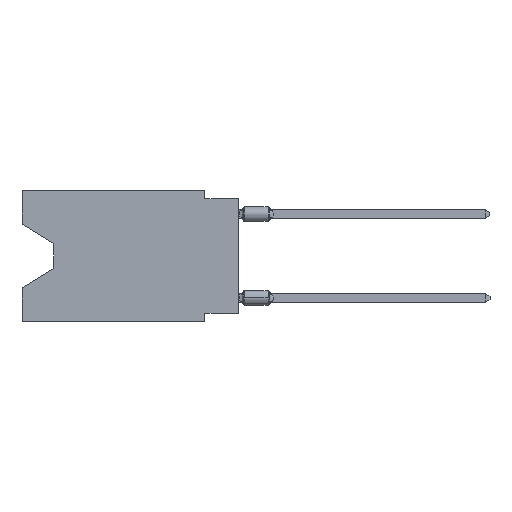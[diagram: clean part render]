
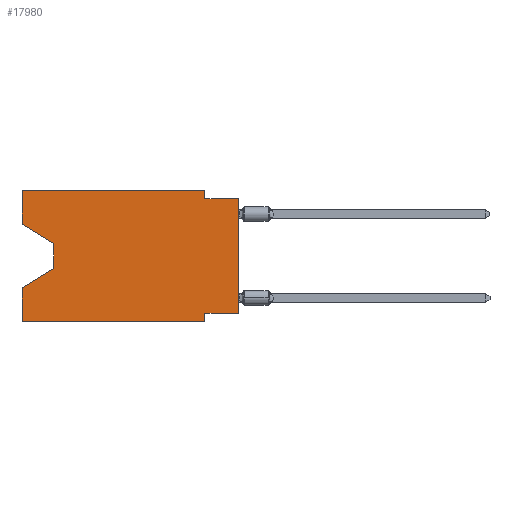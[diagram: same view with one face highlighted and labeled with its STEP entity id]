
A CAD part, left-side view. The second image highlights one B-rep face of the part: STEP entity #17980.
In plain terms, the highlighted planar face has unit normal (-1, 0, 0).
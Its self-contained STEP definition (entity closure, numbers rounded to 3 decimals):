
#229 = CARTESIAN_POINT ( 'NONE',  ( 0., 0., -0.635 ) ) ;
#348 = VERTEX_POINT ( 'NONE', #7940 ) ;
#481 = DIRECTION ( 'NONE',  ( 0., 1., 0. ) ) ;
#536 = FACE_OUTER_BOUND ( 'NONE', #12443, .T. ) ;
#591 = VERTEX_POINT ( 'NONE', #10638 ) ;
#632 = ORIENTED_EDGE ( 'NONE', *, *, #9814, .F. ) ;
#1288 = DIRECTION ( 'NONE',  ( 0., 0., -1. ) ) ;
#1625 = CARTESIAN_POINT ( 'NONE',  ( 0., 16.383, 0. ) ) ;
#1798 = VECTOR ( 'NONE', #16321, 1000. ) ;
#1900 = VERTEX_POINT ( 'NONE', #229 ) ;
#1996 = ORIENTED_EDGE ( 'NONE', *, *, #10161, .F. ) ;
#2279 = LINE ( 'NONE', #6602, #1798 ) ;
#2549 = LINE ( 'NONE', #6966, #18027 ) ;
#2970 = ORIENTED_EDGE ( 'NONE', *, *, #9176, .F. ) ;
#3176 = CARTESIAN_POINT ( 'NONE',  ( 0., 2.54, -0.635 ) ) ;
#3189 = VERTEX_POINT ( 'NONE', #10285 ) ;
#3279 = ORIENTED_EDGE ( 'NONE', *, *, #8021, .F. ) ;
#3685 = CARTESIAN_POINT ( 'NONE',  ( 0., 2.54, -9.906 ) ) ;
#3845 = VERTEX_POINT ( 'NONE', #3176 ) ;
#3909 = LINE ( 'NONE', #9645, #14883 ) ;
#4038 = EDGE_CURVE ( 'NONE', #8445, #591, #10370, .T. ) ;
#4441 = DIRECTION ( 'NONE',  ( 0., 0., 1. ) ) ;
#4811 = LINE ( 'NONE', #17967, #12323 ) ;
#5358 = DIRECTION ( 'NONE',  ( 0., 0., 1. ) ) ;
#5419 = VECTOR ( 'NONE', #5358, 1000. ) ;
#5802 = LINE ( 'NONE', #16334, #18135 ) ;
#5933 = ORIENTED_EDGE ( 'NONE', *, *, #9486, .F. ) ;
#6602 = CARTESIAN_POINT ( 'NONE',  ( 0., 16.383, -9.906 ) ) ;
#6757 = LINE ( 'NONE', #7118, #15117 ) ;
#6773 = VERTEX_POINT ( 'NONE', #15115 ) ;
#6785 = DIRECTION ( 'NONE',  ( 0., -1., 0. ) ) ;
#6798 = CARTESIAN_POINT ( 'NONE',  ( 0., 16.383, -2.546 ) ) ;
#6889 = EDGE_CURVE ( 'NONE', #6773, #17037, #17252, .T. ) ;
#6966 = CARTESIAN_POINT ( 'NONE',  ( 0., 0., -0.635 ) ) ;
#7118 = CARTESIAN_POINT ( 'NONE',  ( 0., 13.97, -4.013 ) ) ;
#7321 = ORIENTED_EDGE ( 'NONE', *, *, #10064, .F. ) ;
#7492 = PLANE ( 'NONE',  #9306 ) ;
#7588 = DIRECTION ( 'NONE',  ( 1., 0., 0. ) ) ;
#7621 = CARTESIAN_POINT ( 'NONE',  ( 0., 0., -9.271 ) ) ;
#7656 = VECTOR ( 'NONE', #11504, 1000. ) ;
#7940 = CARTESIAN_POINT ( 'NONE',  ( 0., 16.383, 0. ) ) ;
#8021 = EDGE_CURVE ( 'NONE', #14002, #3845, #3909, .T. ) ;
#8286 = DIRECTION ( 'NONE',  ( 0., -1., 0. ) ) ;
#8395 = CARTESIAN_POINT ( 'NONE',  ( 0., 13.97, -5.893 ) ) ;
#8445 = VERTEX_POINT ( 'NONE', #6798 ) ;
#9176 = EDGE_CURVE ( 'NONE', #10127, #3189, #14888, .T. ) ;
#9188 = CARTESIAN_POINT ( 'NONE',  ( 0., 16.383, 0. ) ) ;
#9259 = DIRECTION ( 'NONE',  ( 0., 0., -1. ) ) ;
#9306 = AXIS2_PLACEMENT_3D ( 'NONE', #9188, #7588, #13233 ) ;
#9486 = EDGE_CURVE ( 'NONE', #3189, #13854, #5802, .T. ) ;
#9645 = CARTESIAN_POINT ( 'NONE',  ( 0., 2.54, 0. ) ) ;
#9697 = CARTESIAN_POINT ( 'NONE',  ( 0., 0., -9.271 ) ) ;
#9723 = VECTOR ( 'NONE', #4441, 1000. ) ;
#9781 = LINE ( 'NONE', #11018, #5419 ) ;
#9814 = EDGE_CURVE ( 'NONE', #8445, #348, #11700, .T. ) ;
#9874 = ORIENTED_EDGE ( 'NONE', *, *, #12784, .T. ) ;
#9900 = DIRECTION ( 'NONE',  ( 0., 0.855, -0.519 ) ) ;
#10064 = EDGE_CURVE ( 'NONE', #348, #14002, #17040, .T. ) ;
#10127 = VERTEX_POINT ( 'NONE', #9697 ) ;
#10161 = EDGE_CURVE ( 'NONE', #3845, #1900, #2549, .T. ) ;
#10263 = CARTESIAN_POINT ( 'NONE',  ( 0., 16.383, -7.36 ) ) ;
#10285 = CARTESIAN_POINT ( 'NONE',  ( 0., 2.54, -9.271 ) ) ;
#10370 = LINE ( 'NONE', #15938, #7656 ) ;
#10434 = ORIENTED_EDGE ( 'NONE', *, *, #15953, .F. ) ;
#10628 = VECTOR ( 'NONE', #481, 1000. ) ;
#10638 = CARTESIAN_POINT ( 'NONE',  ( 0., 13.97, -4.013 ) ) ;
#11018 = CARTESIAN_POINT ( 'NONE',  ( 0., 0., 0. ) ) ;
#11292 = CARTESIAN_POINT ( 'NONE',  ( 0., 2.54, 0. ) ) ;
#11322 = ORIENTED_EDGE ( 'NONE', *, *, #13805, .T. ) ;
#11452 = VERTEX_POINT ( 'NONE', #13455 ) ;
#11504 = DIRECTION ( 'NONE',  ( 0., -0.855, -0.519 ) ) ;
#11552 = VECTOR ( 'NONE', #9900, 1000. ) ;
#11700 = LINE ( 'NONE', #1625, #9723 ) ;
#12323 = VECTOR ( 'NONE', #13277, 1000. ) ;
#12432 = CARTESIAN_POINT ( 'NONE',  ( 0., 16.383, 0. ) ) ;
#12443 = EDGE_LOOP ( 'NONE', ( #15608, #9874, #13931, #10434, #13548, #5933, #2970, #11322, #1996, #3279, #7321, #632 ) ) ;
#12784 = EDGE_CURVE ( 'NONE', #591, #6773, #6757, .T. ) ;
#12914 = VECTOR ( 'NONE', #8286, 1000. ) ;
#13233 = DIRECTION ( 'NONE',  ( 0., 0., -1. ) ) ;
#13277 = DIRECTION ( 'NONE',  ( 0., 0., 1. ) ) ;
#13455 = CARTESIAN_POINT ( 'NONE',  ( 0., 16.383, -9.906 ) ) ;
#13548 = ORIENTED_EDGE ( 'NONE', *, *, #16723, .T. ) ;
#13805 = EDGE_CURVE ( 'NONE', #10127, #1900, #9781, .T. ) ;
#13854 = VERTEX_POINT ( 'NONE', #3685 ) ;
#13931 = ORIENTED_EDGE ( 'NONE', *, *, #6889, .T. ) ;
#13986 = DIRECTION ( 'NONE',  ( 0., 0., -1. ) ) ;
#14002 = VERTEX_POINT ( 'NONE', #11292 ) ;
#14883 = VECTOR ( 'NONE', #13986, 1000. ) ;
#14888 = LINE ( 'NONE', #7621, #10628 ) ;
#15115 = CARTESIAN_POINT ( 'NONE',  ( 0., 13.97, -5.893 ) ) ;
#15117 = VECTOR ( 'NONE', #1288, 1000. ) ;
#15608 = ORIENTED_EDGE ( 'NONE', *, *, #4038, .T. ) ;
#15938 = CARTESIAN_POINT ( 'NONE',  ( 0., 16.383, -2.546 ) ) ;
#15953 = EDGE_CURVE ( 'NONE', #11452, #17037, #4811, .T. ) ;
#16321 = DIRECTION ( 'NONE',  ( 0., -1., 0. ) ) ;
#16334 = CARTESIAN_POINT ( 'NONE',  ( 0., 2.54, -9.906 ) ) ;
#16723 = EDGE_CURVE ( 'NONE', #11452, #13854, #2279, .T. ) ;
#17037 = VERTEX_POINT ( 'NONE', #10263 ) ;
#17040 = LINE ( 'NONE', #12432, #12914 ) ;
#17252 = LINE ( 'NONE', #8395, #11552 ) ;
#17967 = CARTESIAN_POINT ( 'NONE',  ( 0., 16.383, 0. ) ) ;
#17980 = ADVANCED_FACE ( 'NONE', ( #536 ), #7492, .F. ) ;
#18027 = VECTOR ( 'NONE', #6785, 1000. ) ;
#18135 = VECTOR ( 'NONE', #9259, 1000. ) ;
